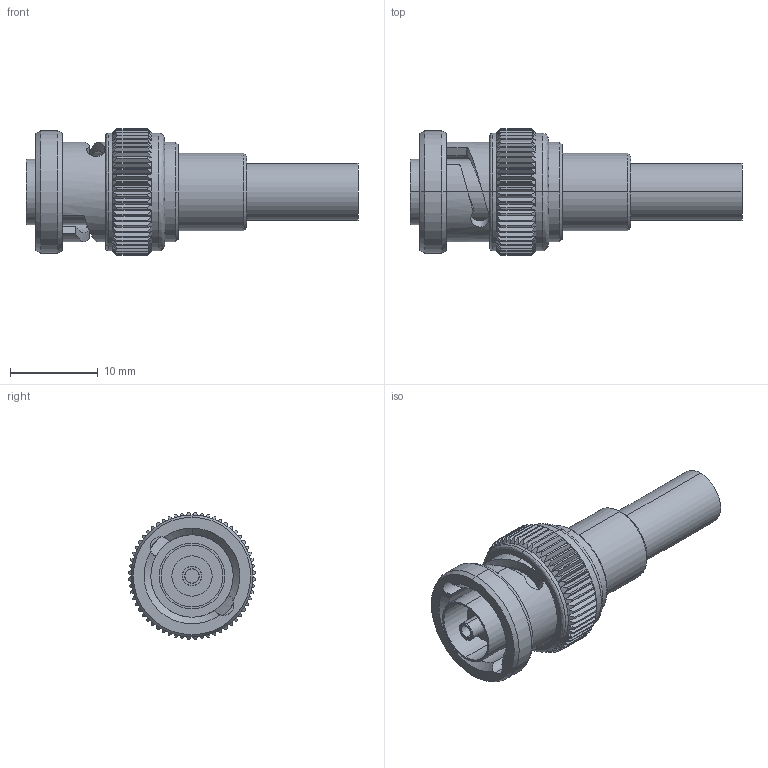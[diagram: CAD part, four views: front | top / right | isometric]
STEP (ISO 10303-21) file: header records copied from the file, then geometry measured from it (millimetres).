
FILE_DESCRIPTION (( 'STEP AP214' ), '1' );
FILE_NAME ('FMCN1758_3D.STEP', '2021-09-21T17:09:40', ( '' ), ( '' ), 'SwSTEP 2.0', 'SolidWorks 2021', '' );
FILE_SCHEMA (( 'AUTOMOTIVE_DESIGN' ));
Length unit declared in the file: inch
Products named in the file (1): FMCN1758_3D
Bounding box: 37.85 x 14.47 x 14.47 mm (x, y, z)
Volume: 2380.3 mm3; surface area: 2759.6 mm2
Topology: 3 solids, 3 shells, 300 faces, 813 edges, 531 vertices
Faces by surface type: plane 152, cylinder 115, cone 21, bspline 12
Entity records: 11325 total; most frequent: CARTESIAN_POINT 4063, ORIENTED_EDGE 1626, DIRECTION 1358, EDGE_CURVE 813, AXIS2_PLACEMENT_3D 538, VERTEX_POINT 531, EDGE_LOOP 320, FACE_OUTER_BOUND 300
